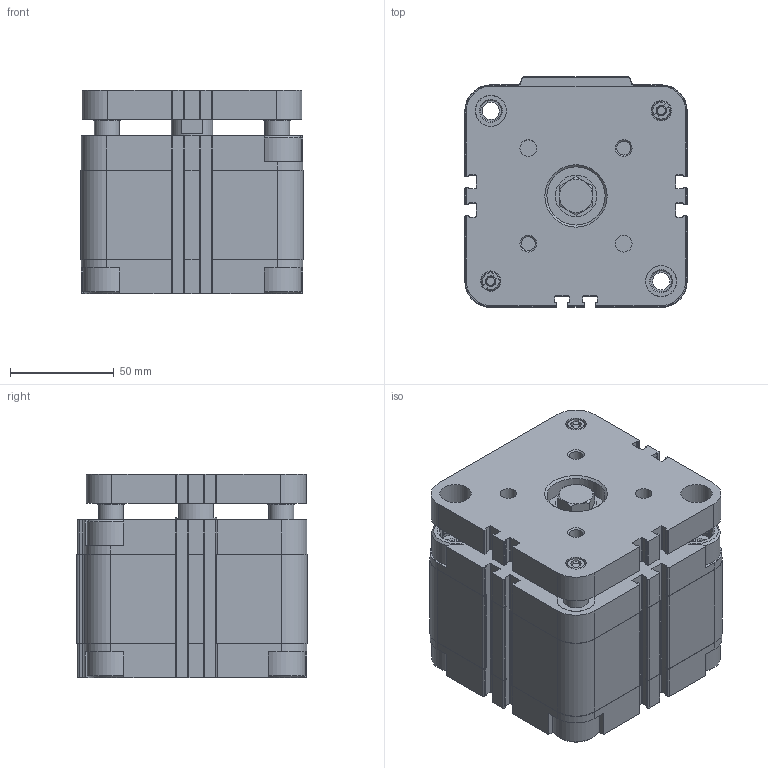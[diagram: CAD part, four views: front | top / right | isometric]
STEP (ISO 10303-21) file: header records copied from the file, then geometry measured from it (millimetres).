
FILE_DESCRIPTION(/* description */ ('STEP AP214'),/* implementation_level */ '2;1');
FILE_NAME(/* name */ '156914_ADVUL-80-20-P-A',/* time_stamp */ '2024-08-02T17:50:53+02:00',/* author */ ('License CC BY-ND 4.0'),/* organization */ ('CADENAS'),/* preprocessor_version */ 'ST-DEVELOPER v19.3',/* originating_system */ 'PARTsolutions',/* authorisation */ ' ');
FILE_SCHEMA (('AUTOMOTIVE_DESIGN {1 0 10303 214 3 1 1}'));
Length unit declared in the file: millimetre
Products named in the file (3): 156914 ADVUL-80-20-P-A---(0); 156914 ADVUL-80-20-P-A---(ZR); 156914 ADVUL-80-20---(KS)
Assembly tree (2 placements, depth 2):
  156914 ADVUL-80-20-P-A---(0)
    156914 ADVUL-80-20-P-A---(ZR)
    156914 ADVUL-80-20---(KS)
Bounding box: 107 x 111 x 98 mm (x, y, z)
Volume: 875714.7 mm3; surface area: 147474.7 mm2
Topology: 2 solids, 2 shells, 689 faces, 1869 edges, 1234 vertices
Faces by surface type: plane 414, cylinder 231, cone 44
Full cylindrical faces by diameter (mm): 6.647 x2, 8 x3, 8.376 x6, 8.566 x2, 9 x2, 9.8 x2, 12 x4, 13 x2, 15 x2, 15.4 x4, 16.5 x6, 18 x2, 20 x3, 23 x6, 28 x1, 80 x2
Entity records: 21472 total; most frequent: CARTESIAN_POINT 4184, ORIENTED_EDGE 3550, DIRECTION 3518, EDGE_CURVE 1775, VERTEX_POINT 1225, AXIS2_PLACEMENT_3D 1215, LINE 1088, VECTOR 1088
